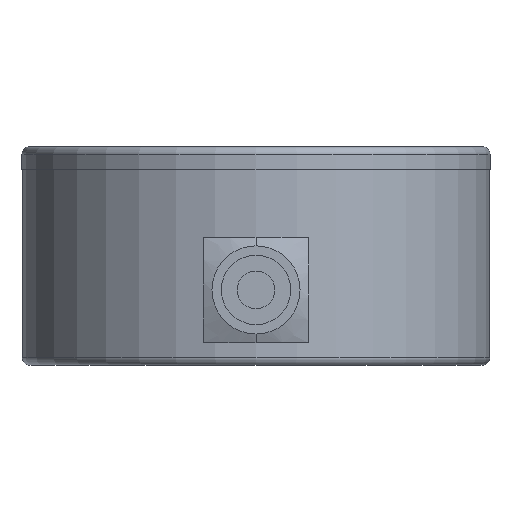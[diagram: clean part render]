
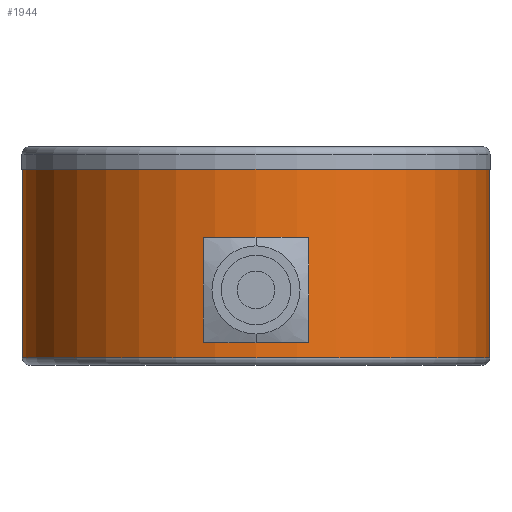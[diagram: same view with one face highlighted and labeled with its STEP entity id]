
A CAD part, front view. The second image highlights one B-rep face of the part: STEP entity #1944.
In plain terms, the highlighted cylindrical face has radius 31 mm (diameter 62 mm), a partial arc.
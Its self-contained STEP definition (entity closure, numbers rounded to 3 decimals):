
#52 = ORIENTED_EDGE ( 'NONE', *, *, #598, .T. ) ;
#65 = ORIENTED_EDGE ( 'NONE', *, *, #597, .T. ) ;
#69 = ORIENTED_EDGE ( 'NONE', *, *, #592, .F. ) ;
#103 = ORIENTED_EDGE ( 'NONE', *, *, #594, .T. ) ;
#147 = EDGE_LOOP ( 'NONE', ( #69, #65, #103, #52 ) ) ;
#309 = LINE ( 'NONE', #1581, #313 ) ;
#311 = LINE ( 'NONE', #1862, #317 ) ;
#313 = VECTOR ( 'NONE', #1772, 1000. ) ;
#316 = CIRCLE ( 'NONE', #1882, 31. ) ;
#317 = VECTOR ( 'NONE', #1810, 1000. ) ;
#321 = CIRCLE ( 'NONE', #1902, 31. ) ;
#592 = EDGE_CURVE ( 'NONE', #1331, #1346, #309, .T. ) ;
#594 = EDGE_CURVE ( 'NONE', #1283, #1279, #311, .T. ) ;
#597 = EDGE_CURVE ( 'NONE', #1331, #1283, #316, .T. ) ;
#598 = EDGE_CURVE ( 'NONE', #1279, #1346, #321, .T. ) ;
#900 = FACE_OUTER_BOUND ( 'NONE', #147, .T. ) ;
#902 = CYLINDRICAL_SURFACE ( 'NONE', #979, 31. ) ;
#979 = AXIS2_PLACEMENT_3D ( 'NONE', #1082, #1087, #1095 ) ;
#1082 = CARTESIAN_POINT ( 'NONE',  ( 0., 0., 0. ) ) ;
#1087 = DIRECTION ( 'NONE',  ( 0., 0., -1. ) ) ;
#1095 = DIRECTION ( 'NONE',  ( -1., 0., 0. ) ) ;
#1219 = CARTESIAN_POINT ( 'NONE',  ( 31., 0., -28. ) ) ;
#1241 = CARTESIAN_POINT ( 'NONE',  ( 31., 0., -3. ) ) ;
#1263 = CARTESIAN_POINT ( 'NONE',  ( -31., 0., -3. ) ) ;
#1279 = VERTEX_POINT ( 'NONE', #1442 ) ;
#1283 = VERTEX_POINT ( 'NONE', #1263 ) ;
#1331 = VERTEX_POINT ( 'NONE', #1241 ) ;
#1346 = VERTEX_POINT ( 'NONE', #1219 ) ;
#1442 = CARTESIAN_POINT ( 'NONE',  ( -31., 0., -28. ) ) ;
#1581 = CARTESIAN_POINT ( 'NONE',  ( 31., 0., 0. ) ) ;
#1751 = CARTESIAN_POINT ( 'NONE',  ( 0., 0., -3. ) ) ;
#1754 = DIRECTION ( 'NONE',  ( 0., 0., -1. ) ) ;
#1758 = CARTESIAN_POINT ( 'NONE',  ( 0., 0., -28. ) ) ;
#1759 = DIRECTION ( 'NONE',  ( -1., 0., 0. ) ) ;
#1761 = DIRECTION ( 'NONE',  ( -1., 0., 0. ) ) ;
#1772 = DIRECTION ( 'NONE',  ( 0., 0., -1. ) ) ;
#1810 = DIRECTION ( 'NONE',  ( 0., 0., -1. ) ) ;
#1840 = DIRECTION ( 'NONE',  ( 0., 0., 1. ) ) ;
#1862 = CARTESIAN_POINT ( 'NONE',  ( -31., 0., 0. ) ) ;
#1882 = AXIS2_PLACEMENT_3D ( 'NONE', #1751, #1754, #1761 ) ;
#1902 = AXIS2_PLACEMENT_3D ( 'NONE', #1758, #1840, #1759 ) ;
#1944 = ADVANCED_FACE ( 'NONE', ( #900 ), #902, .T. ) ;
